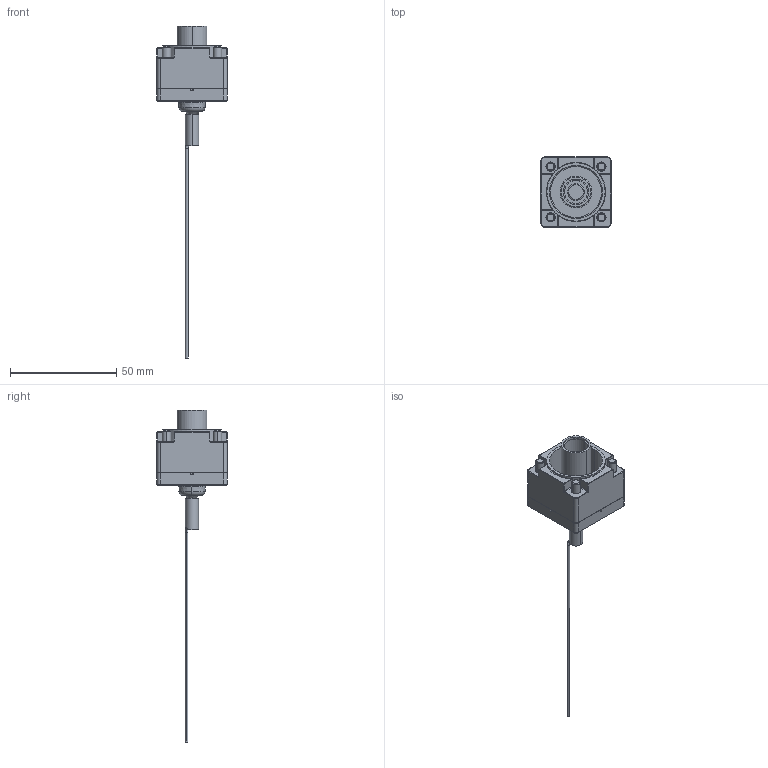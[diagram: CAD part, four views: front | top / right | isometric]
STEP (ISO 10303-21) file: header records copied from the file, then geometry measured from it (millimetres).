
FILE_DESCRIPTION(('STEP AP242'),'1');
FILE_NAME('switch_zcke06.stp','2020-12-04T09:21:43',('TraceParts'),('TraceParts S.A.'),'Spatial InterOp 3D',' ',' ');
FILE_SCHEMA(('AP242_MANAGED_MODEL_BASED_3D_ENGINEERING_MIM_LF {1 0 10303 442 1 1 4}'));
Length unit declared in the file: millimetre
Products named in the file (1): switch_zcke06_1
Bounding box: 33 x 33 x 156.5 mm (x, y, z)
Volume: 17716.2 mm3; surface area: 17925.2 mm2
Topology: 9 solids, 9 shells, 606 faces, 1413 edges, 811 vertices
Faces by surface type: cylinder 213, plane 207, torus 104, cone 38, bspline 24, sphere 20
Entity records: 17585 total; most frequent: CARTESIAN_POINT 3587, DIRECTION 3251, ORIENTED_EDGE 2726, EDGE_CURVE 1363, AXIS2_PLACEMENT_3D 1334, VERTEX_POINT 811, CIRCLE 743, EDGE_LOOP 664
